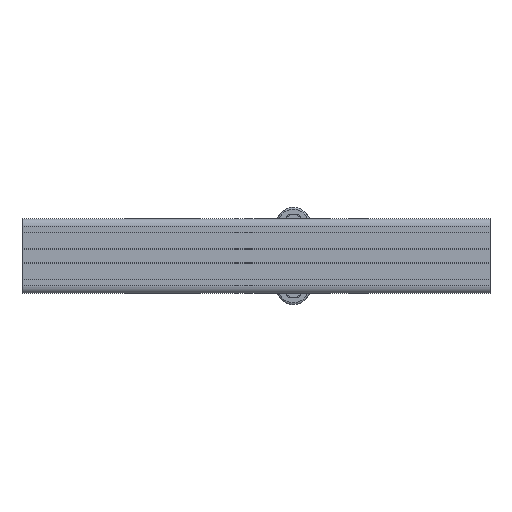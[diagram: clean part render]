
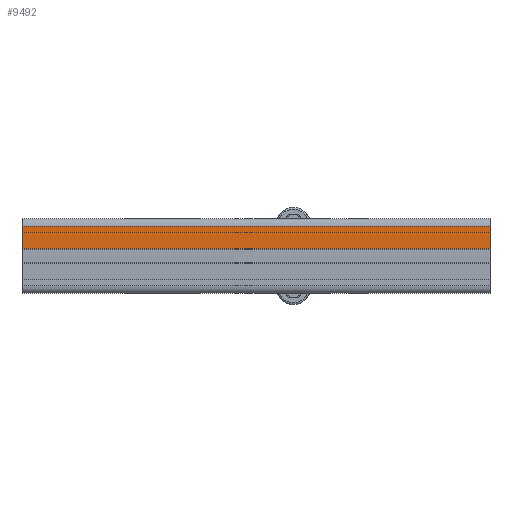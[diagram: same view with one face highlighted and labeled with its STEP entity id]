
A CAD part, left-side view. The second image highlights one B-rep face of the part: STEP entity #9492.
In plain terms, the highlighted planar face has unit normal (-1, 0, 0).
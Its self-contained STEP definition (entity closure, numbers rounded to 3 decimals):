
#822=ORIENTED_EDGE('',*,*,#3696,.T.);
#823=ORIENTED_EDGE('',*,*,#3697,.F.);
#824=ORIENTED_EDGE('',*,*,#3698,.F.);
#825=ORIENTED_EDGE('',*,*,#3693,.T.);
#3693=EDGE_CURVE('',#5131,#5130,#6100,.T.);
#3696=EDGE_CURVE('',#5130,#5133,#6103,.T.);
#3697=EDGE_CURVE('',#5134,#5133,#6104,.T.);
#3698=EDGE_CURVE('',#5131,#5134,#6105,.T.);
#5130=VERTEX_POINT('',#14016);
#5131=VERTEX_POINT('',#14018);
#5133=VERTEX_POINT('',#14024);
#5134=VERTEX_POINT('',#14026);
#6100=LINE('',#14017,#7024);
#6103=LINE('',#14023,#7027);
#6104=LINE('',#14025,#7028);
#6105=LINE('',#14027,#7029);
#7024=VECTOR('',#11095,1000.);
#7027=VECTOR('',#11100,1000.);
#7028=VECTOR('',#11101,1000.);
#7029=VECTOR('',#11102,1000.);
#7948=EDGE_LOOP('',(#822,#823,#824,#825));
#8571=FACE_BOUND('',#7948,.T.);
#9194=PLANE('',#10093);
#9492=ADVANCED_FACE('',(#8571),#9194,.F.);
#10093=AXIS2_PLACEMENT_3D('',#14022,#11098,#11099);
#11095=DIRECTION('',(0.,-1.,0.));
#11098=DIRECTION('',(1.,0.,0.));
#11099=DIRECTION('',(0.,0.,-1.));
#11100=DIRECTION('',(0.,0.,1.));
#11101=DIRECTION('',(0.,-1.,0.));
#11102=DIRECTION('',(0.,0.,1.));
#14016=CARTESIAN_POINT('',(-20.,0.,4.));
#14017=CARTESIAN_POINT('',(-20.,250.,4.));
#14018=CARTESIAN_POINT('',(-20.,250.,4.));
#14022=CARTESIAN_POINT('',(-20.,250.,4.));
#14023=CARTESIAN_POINT('',(-20.,0.,4.));
#14024=CARTESIAN_POINT('',(-20.,0.,16.));
#14025=CARTESIAN_POINT('',(-20.,250.,16.));
#14026=CARTESIAN_POINT('',(-20.,250.,16.));
#14027=CARTESIAN_POINT('',(-20.,250.,4.));
